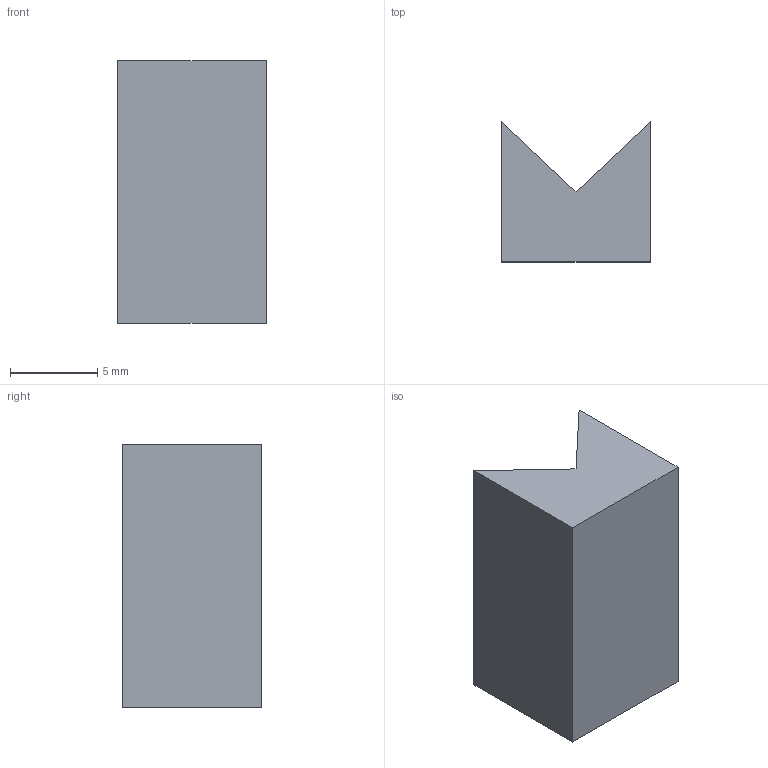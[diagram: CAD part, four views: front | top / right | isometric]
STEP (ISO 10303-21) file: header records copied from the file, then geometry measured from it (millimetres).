
FILE_DESCRIPTION(/* description */ (''),/* implementation_level */ '2;1');
FILE_NAME(/* name */ 'socle v1.step',/* time_stamp */ '2023-05-04T18:58:18+02:00',/* author */ (''),/* organization */ (''),/* preprocessor_version */ 'ST-DEVELOPER v19.2',/* originating_system */ 'Autodesk Translation Framework v12.4.0.73',/* authorisation */ '');
FILE_SCHEMA (('AUTOMOTIVE_DESIGN { 1 0 10303 214 3 1 1 }'));
Length unit declared in the file: millimetre
Products named in the file (1): socle
Bounding box: 8.5 x 8 x 15 mm (x, y, z)
Volume: 765 mm3; surface area: 644.6 mm2
Topology: 1 solids, 1 shells, 7 faces, 15 edges, 10 vertices
Faces by surface type: plane 7
Entity records: 222 total; most frequent: CARTESIAN_POINT 33, DIRECTION 31, ORIENTED_EDGE 30, LINE 15, VECTOR 15, EDGE_CURVE 15, VERTEX_POINT 10, AXIS2_PLACEMENT_3D 8
